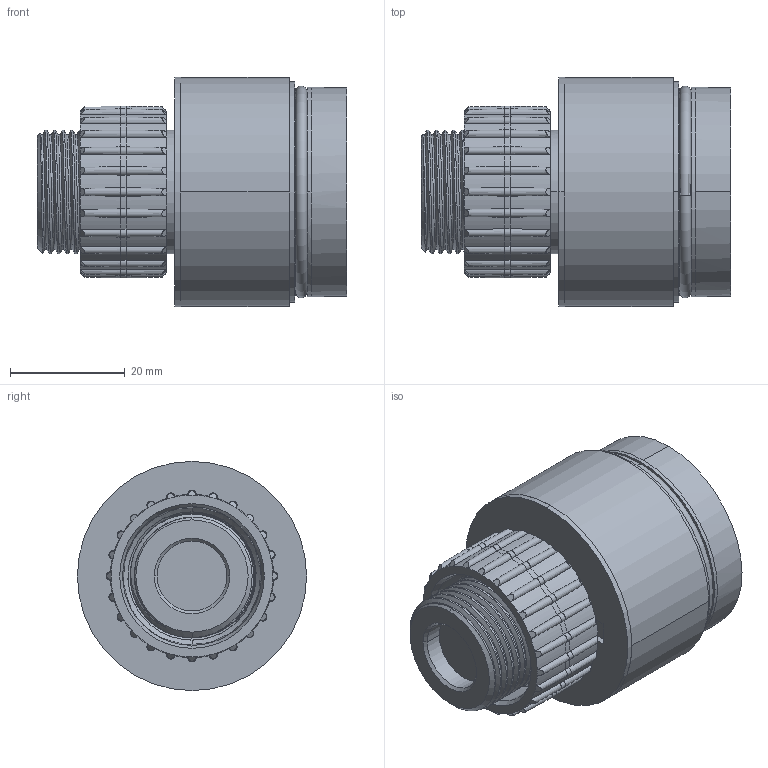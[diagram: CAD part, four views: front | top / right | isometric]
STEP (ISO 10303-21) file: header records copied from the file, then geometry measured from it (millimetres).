
FILE_DESCRIPTION((''),'2;1');
FILE_NAME('CAD-8011','2021-10-26T10:06:39',('creinig-se'),(''),'CREO PARAMETRIC BY PTC INC, 2019292','CREO PARAMETRIC BY PTC INC, 2019292','');
FILE_SCHEMA(('CONFIG_CONTROL_DESIGN','SHAPE_APPEARANCE_LAYERS_GROUPS'));
Length unit declared in the file: millimetre
Products named in the file (1): CAD-8011
Bounding box: 54 x 40.02 x 40.02 mm (x, y, z)
Volume: 47141.3 mm3; surface area: 11864.6 mm2
Topology: 1 solids, 1 shells, 316 faces, 730 edges, 419 vertices
Faces by surface type: cone 173, cylinder 98, bspline 20, plane 19, torus 6
Entity records: 17728 total; most frequent: CARTESIAN_POINT 8228, ORIENTED_EDGE 1460, DIRECTION 1337, PRESENTATION_STYLE_ASSIGNMENT 774, STYLED_ITEM 731, CURVE_STYLE 730, EDGE_CURVE 730, AXIS2_PLACEMENT_3D 587
